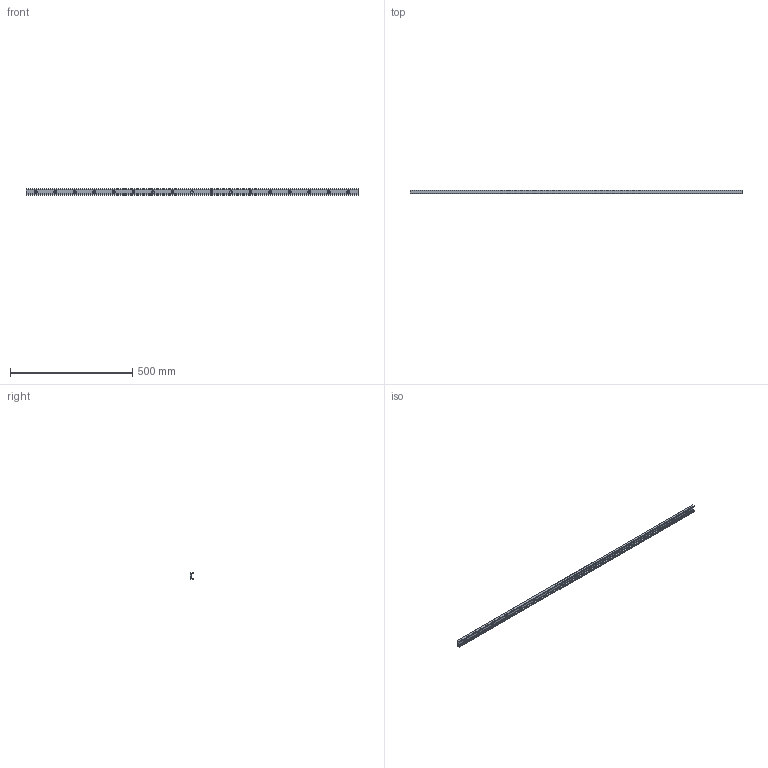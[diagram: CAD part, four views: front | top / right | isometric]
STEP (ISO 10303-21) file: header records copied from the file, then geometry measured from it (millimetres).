
FILE_DESCRIPTION((''),'2;1');
FILE_NAME('LCX 28H-1360.V.stp','2016-04-28T13:25:50',('MRathmann'),(''),'Autodesk Inventor 2012','Autodesk Inventor 2012','');
FILE_SCHEMA(('CONFIG_CONTROL_DESIGN'));
Length unit declared in the file: millimetre
Products named in the file (1): LCX 28H-1360.V
Bounding box: 1360 x 12.3 x 28 mm (x, y, z)
Volume: 221012 mm3; surface area: 131208 mm2
Topology: 1 solids, 1 shells, 58 faces, 151 edges, 95 vertices
Faces by surface type: cylinder 28, cone 17, plane 13
Full cylindrical faces by diameter (mm): 5.5 x17
Entity records: 1716 total; most frequent: DIRECTION 308, CARTESIAN_POINT 271, ORIENTED_EDGE 234, AXIS2_PLACEMENT_3D 132, EDGE_LOOP 126, EDGE_CURVE 117, VERTEX_POINT 95, CIRCLE 73
